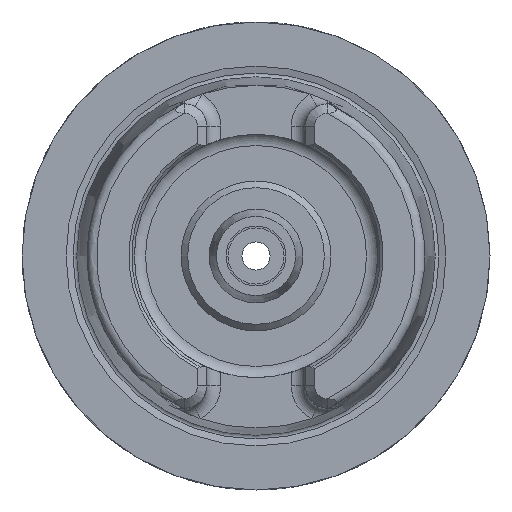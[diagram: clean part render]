
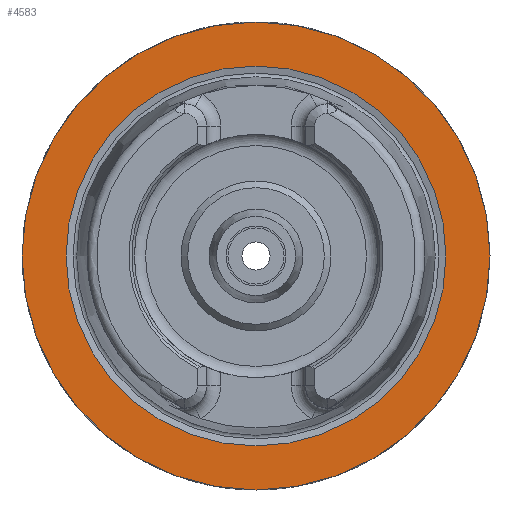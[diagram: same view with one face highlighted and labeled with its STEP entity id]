
A CAD part, left-side view. The second image highlights one B-rep face of the part: STEP entity #4583.
In plain terms, the highlighted planar face has unit normal (-1, 0, 0).
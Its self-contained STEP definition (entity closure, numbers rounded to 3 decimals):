
#4096=CARTESIAN_POINT('',(0.0,25.,0.0));
#4097=VERTEX_POINT('',#4096);
#4098=CARTESIAN_POINT('',(0.0,0.0,0.0));
#4099=DIRECTION('',(1.0,0.0,0.0));
#4100=DIRECTION('',(0.0,1.0,0.0));
#4101=AXIS2_PLACEMENT_3D('',#4098,#4099,#4100);
#4102=CIRCLE('',#4101,25.);
#4103=EDGE_CURVE('',#4097,#4097,#4102,.T.);
#4557=CARTESIAN_POINT('',(0.0,20.296,0.0));
#4558=VERTEX_POINT('',#4557);
#4559=CARTESIAN_POINT('',(0.0,0.0,0.0));
#4560=DIRECTION('',(1.0,0.0,0.0));
#4561=DIRECTION('',(0.0,1.0,0.0));
#4562=AXIS2_PLACEMENT_3D('',#4559,#4560,#4561);
#4563=CIRCLE('',#4562,20.296);
#4564=EDGE_CURVE('',#4558,#4558,#4563,.T.);
#4572=CARTESIAN_POINT('',(0.0,22.648,0.0));
#4573=DIRECTION('',(-1.0,0.0,0.0));
#4574=DIRECTION('',(0.0,0.0,1.0));
#4575=AXIS2_PLACEMENT_3D('',#4572,#4573,#4574);
#4576=PLANE('',#4575);
#4577=ORIENTED_EDGE('',*,*,#4103,.F.);
#4578=EDGE_LOOP('',(#4577));
#4579=FACE_OUTER_BOUND('',#4578,.T.);
#4580=ORIENTED_EDGE('',*,*,#4564,.T.);
#4581=EDGE_LOOP('',(#4580));
#4582=FACE_BOUND('',#4581,.T.);
#4583=ADVANCED_FACE('',(#4579,#4582),#4576,.T.);
